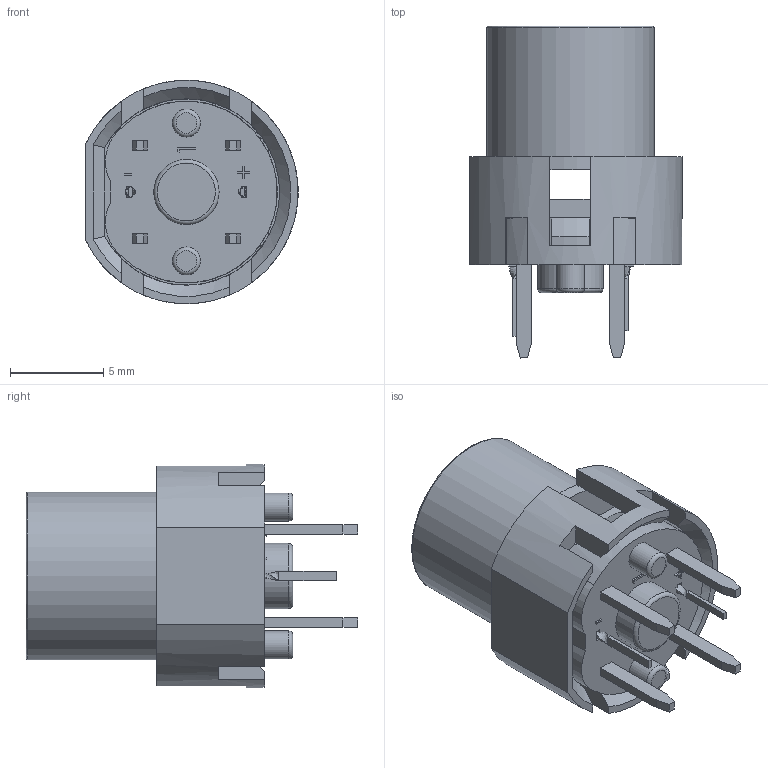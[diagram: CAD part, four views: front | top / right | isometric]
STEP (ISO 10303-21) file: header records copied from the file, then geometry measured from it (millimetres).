
FILE_DESCRIPTION(/* description */ ('STEP AP214'),/* implementation_level */ '2;1');
FILE_NAME(/* name */ 'D6RLRDF1LFS',/* time_stamp */ '2023-02-12T17:27:35+01:00',/* author */ ('License CC BY-ND 4.0'),/* organization */ ('CADENAS'),/* preprocessor_version */ 'ST-DEVELOPER v18.102',/* originating_system */ 'PARTsolutions',/* authorisation */ ' ');
FILE_SCHEMA (('AUTOMOTIVE_DESIGN {1 0 10303 214 3 1 1}'));
Length unit declared in the file: millimetre
Products named in the file (7): D6RLRDF1LFS; D6RLRDF1LFS_PART6; D6RLRDF1LFS_PART5; D6RLRDF1LFS_PART4; D6RLRDF1LFS_PART3; D6RLRDF1LFS_PART2; D6RLRDF1LFS_PART1
Assembly tree (6 placements, depth 2):
  D6RLRDF1LFS
    D6RLRDF1LFS_PART6
    D6RLRDF1LFS_PART5
    D6RLRDF1LFS_PART4
    D6RLRDF1LFS_PART3
    D6RLRDF1LFS_PART2
    D6RLRDF1LFS_PART1
Bounding box: 11.4 x 17.8 x 11.98 mm (x, y, z)
Volume: 622.6 mm3; surface area: 1448 mm2
Topology: 6 solids, 6 shells, 247 faces, 647 edges, 419 vertices
Faces by surface type: plane 195, cylinder 31, bspline 10, cone 7, torus 4
Full cylindrical faces by diameter (mm): 1 x1, 1.5 x2, 1.8 x1, 2.5 x1, 3.5 x1, 7 x1, 9 x1
Entity records: 11253 total; most frequent: CARTESIAN_POINT 4687, ORIENTED_EDGE 1266, DIRECTION 1205, EDGE_CURVE 633, LINE 495, VECTOR 495, VERTEX_POINT 417, AXIS2_PLACEMENT_3D 355
